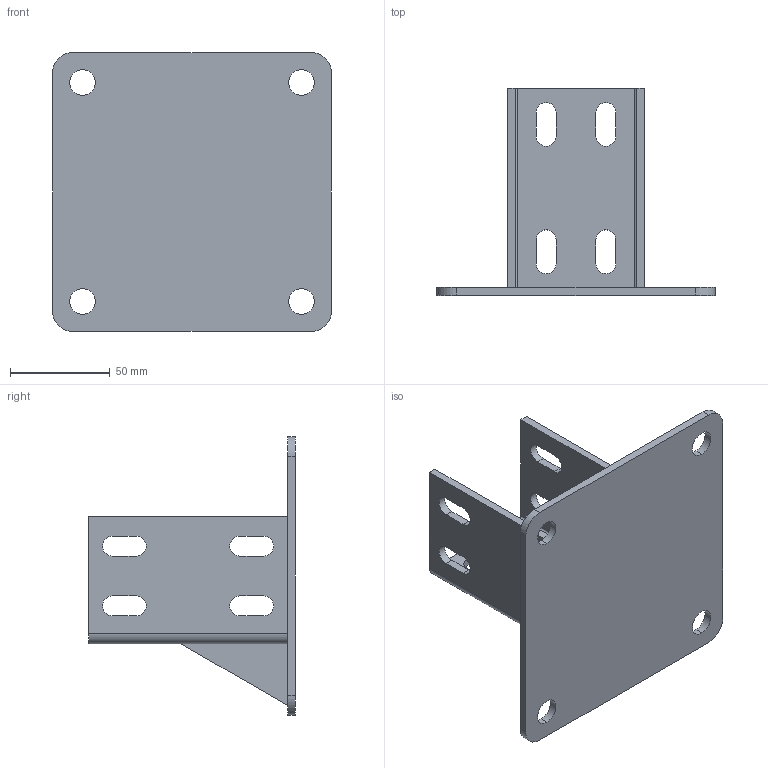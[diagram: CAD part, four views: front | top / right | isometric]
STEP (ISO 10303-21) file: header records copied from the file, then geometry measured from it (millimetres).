
FILE_DESCRIPTION (( 'STEP AP203' ), '1' );
FILE_NAME ('ALF-FS-G60M.step', '2024-08-16T12:38:33', ( '' ), ( '' ), 'SwSTEP 2.0', 'SolidWorks 2022', '' );
FILE_SCHEMA (( 'CONFIG_CONTROL_DESIGN' ));
Length unit declared in the file: millimetre
Products named in the file (1): ALF-FS-G60M
Bounding box: 140 x 104 x 140 mm (x, y, z)
Volume: 144301.9 mm3; surface area: 78344.9 mm2
Topology: 1 solids, 1 shells, 82 faces, 237 edges, 158 vertices
Faces by surface type: plane 42, cylinder 40
Entity records: 2862 total; most frequent: DIRECTION 483, CARTESIAN_POINT 478, ORIENTED_EDGE 474, EDGE_CURVE 237, AXIS2_PLACEMENT_3D 163, VERTEX_POINT 158, VECTOR 157, LINE 157
